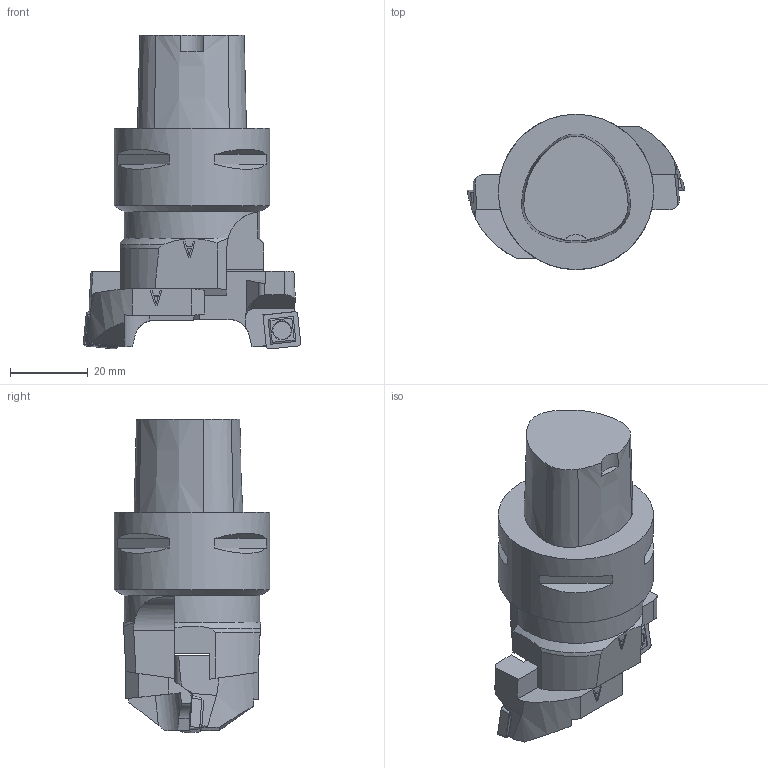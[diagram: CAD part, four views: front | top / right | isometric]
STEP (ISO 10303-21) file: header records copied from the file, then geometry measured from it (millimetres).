
FILE_DESCRIPTION(/* description */ (''),/* implementation_level */ '2;1');
FILE_NAME(/* name */ '1566822643260.stp',/* time_stamp */ '2019-08-26T14:30:50+02:00',/* author */ (''),/* organization */ ('SMS'),/* preprocessor_version */ 'ST-DEVELOPER v16.7',/* originating_system */ 'SIEMENS PLM Software NX 12.0',/* authorisation */ '');
FILE_SCHEMA (('AUTOMOTIVE_DESIGN { 1 0 10303 214 3 1 1 1 }'));
Length unit declared in the file: millimetre
Products named in the file (10): ASSEMBLY_CONSTRUCTION; 201898938mod000_00; 201012472mod000_00; 201898939mod000_00; 200953246mod000_01; 201030032mod000_01; 201029916mod000_01; 201088695mod000_01
Assembly tree (10 placements, depth 3):
  201088695mod000_01
    201029916mod000_01
      201898939mod000_00
      201012472mod000_00
      ASSEMBLY_CONSTRUCTION
    201030032mod000_01
      201898938mod000_00
      201012472mod000_00
      ASSEMBLY_CONSTRUCTION
    200953246mod000_01
    ASSEMBLY_CONSTRUCTION
Bounding box: 55.98 x 40 x 80.84 mm (x, y, z)
Volume: 66043.2 mm3; surface area: 15070.8 mm2
Topology: 5 solids, 5 shells, 272 faces, 697 edges, 478 vertices
Faces by surface type: plane 180, cone 37, cylinder 21, extrusion 18, torus 16
Full cylindrical faces by diameter (mm): 3.2 x4, 35 x1, 40 x1
Entity records: 7949 total; most frequent: CARTESIAN_POINT 1979, ORIENTED_EDGE 1160, DIRECTION 1097, EDGE_CURVE 580, VERTEX_POINT 396, AXIS2_PLACEMENT_3D 367, VECTOR 363, LINE 345
